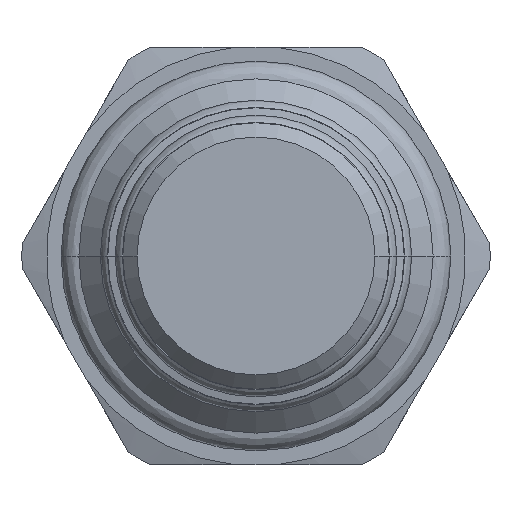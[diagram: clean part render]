
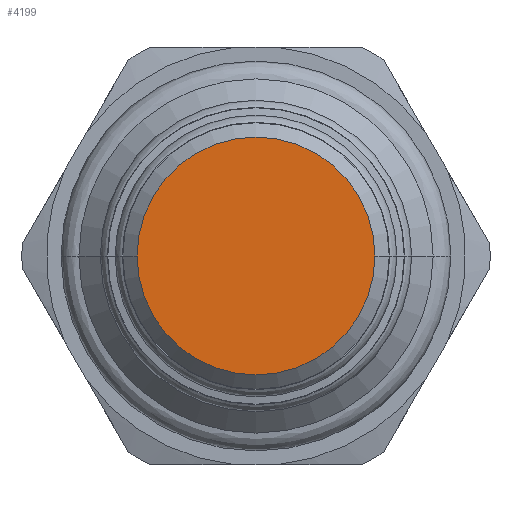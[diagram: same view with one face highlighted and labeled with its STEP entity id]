
A CAD part, front view. The second image highlights one B-rep face of the part: STEP entity #4199.
In plain terms, the highlighted planar face has unit normal (0, -1, 0).
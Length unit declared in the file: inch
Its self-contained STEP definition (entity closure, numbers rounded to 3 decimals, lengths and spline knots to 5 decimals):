
#1492=CARTESIAN_POINT('',(0.,-1.599,0.));
#1493=DIRECTION('',(0.,-1.,0.));
#1494=DIRECTION('',(-1.,0.,0.));
#1495=AXIS2_PLACEMENT_3D('',#1492,#1493,#1494);
#1502=CARTESIAN_POINT('',(0.,-1.599,0.));
#1503=DIRECTION('',(0.,-1.,0.));
#1504=DIRECTION('',(1.,0.,0.));
#1505=AXIS2_PLACEMENT_3D('',#1502,#1503,#1504);
#1879=CARTESIAN_POINT('',(-0.2495,-1.599,0.));
#1880=CARTESIAN_POINT('',(0.2495,-1.599,0.));
#1881=VERTEX_POINT('',#1879);
#1882=VERTEX_POINT('',#1880);
#4189=CARTESIAN_POINT('',(0.,-1.599,0.));
#4190=DIRECTION('',(0.,-1.,0.));
#4191=DIRECTION('',(0.,0.,-1.));
#4192=AXIS2_PLACEMENT_3D('',#4189,#4190,#4191);
#4193=PLANE('',#4192);
#4194=ORIENTED_EDGE('',*,*,#4179,.F.);
#4196=ORIENTED_EDGE('',*,*,#4195,.F.);
#4197=EDGE_LOOP('',(#4194,#4196));
#4198=FACE_OUTER_BOUND('',#4197,.F.);
#4199=ADVANCED_FACE('',(#4198),#4193,.T.);
#1496=CIRCLE('',#1495,0.2495);
#1506=CIRCLE('',#1505,0.2495);
#4179=EDGE_CURVE('',#1881,#1882,#1496,.T.);
#4195=EDGE_CURVE('',#1882,#1881,#1506,.T.);
